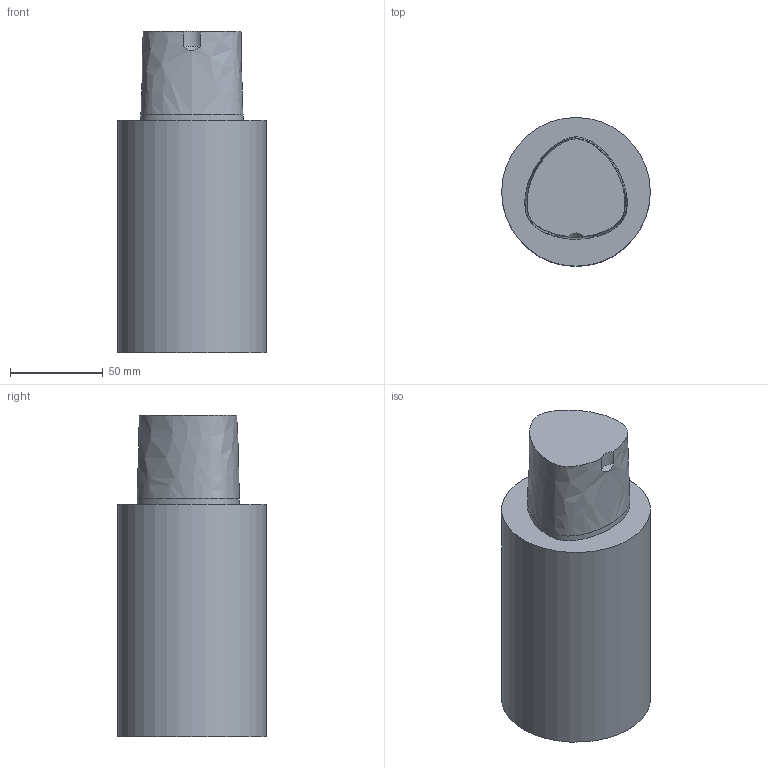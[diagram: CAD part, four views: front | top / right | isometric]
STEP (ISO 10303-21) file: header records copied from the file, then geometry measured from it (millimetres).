
FILE_DESCRIPTION(/* description */ (''),/* implementation_level */ '2;1');
FILE_NAME(/* name */ 'oznaceni_DOCUMENTNUMBERndi000_00_SIM.stp',/* time_stamp */ '2023-06-16T08:36:42+02:00',/* author */ (''),/* organization */ (''),/* preprocessor_version */ 'ST-DEVELOPER v16.7',/* originating_system */ 'SIEMENS PLM Software NX 12.0',/* authorisation */ '');
FILE_SCHEMA (('AUTOMOTIVE_DESIGN { 1 0 10303 214 3 1 1 1 }'));
Length unit declared in the file: millimetre
Products named in the file (1): 204753023ndi000_00
Bounding box: 80 x 80 x 173 mm (x, y, z)
Volume: 640170.7 mm3; surface area: 60057.2 mm2
Topology: 1 solids, 1 shells, 15 faces, 33 edges, 23 vertices
Faces by surface type: plane 5, cylinder 4, bspline 4, cone 2
Full cylindrical faces by diameter (mm): 18 x1, 80 x1
Entity records: 1590 total; most frequent: CARTESIAN_POINT 1262, ORIENTED_EDGE 54, DIRECTION 49, EDGE_CURVE 27, EDGE_LOOP 23, AXIS2_PLACEMENT_3D 23, VERTEX_POINT 22, FACE_BOUND 16
